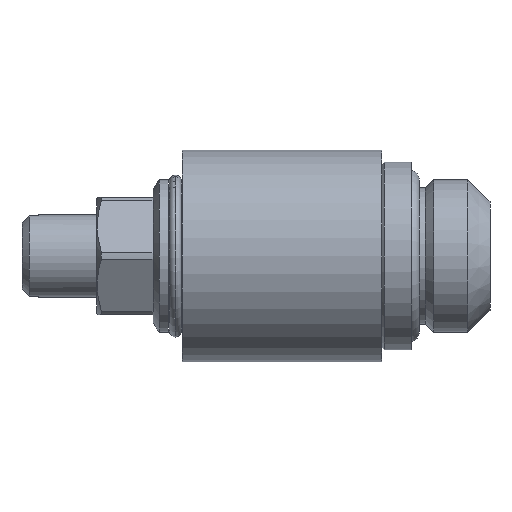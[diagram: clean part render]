
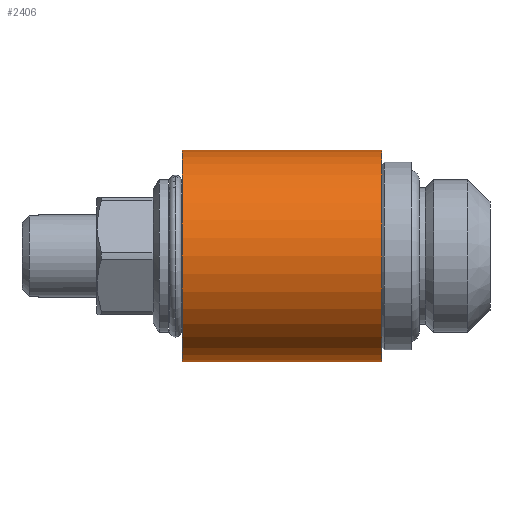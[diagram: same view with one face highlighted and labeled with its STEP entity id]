
A CAD part, left-side view. The second image highlights one B-rep face of the part: STEP entity #2406.
In plain terms, the highlighted cylindrical face has radius 9 mm (diameter 18 mm), a partial arc.
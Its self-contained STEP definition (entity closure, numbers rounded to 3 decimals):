
#900 = CARTESIAN_POINT ( 'NONE',  ( 0., 26.2, 9. ) ) ;
#1459 = CARTESIAN_POINT ( 'NONE',  ( 0., 9.2, -9. ) ) ;
#1521 = CARTESIAN_POINT ( 'NONE',  ( 0., 26.2, -9. ) ) ;
#1538 = LINE ( 'NONE', #1563, #1562 ) ;
#1561 = DIRECTION ( 'NONE',  ( 0., 1., 0. ) ) ;
#1562 = VECTOR ( 'NONE', #1561, 1000. ) ;
#1563 = CARTESIAN_POINT ( 'NONE',  ( 0., 32.286, 9. ) ) ;
#1580 = DIRECTION ( 'NONE',  ( 0., 1., 0. ) ) ;
#1581 = VECTOR ( 'NONE', #1580, 1000. ) ;
#1582 = CARTESIAN_POINT ( 'NONE',  ( 0., 32.286, -9. ) ) ;
#1601 = CARTESIAN_POINT ( 'NONE',  ( 0., 9.2, 9. ) ) ;
#1604 = LINE ( 'NONE', #1582, #1581 ) ;
#2383 = ORIENTED_EDGE ( 'NONE', *, *, #2931, .T. ) ;
#2389 = ORIENTED_EDGE ( 'NONE', *, *, #2392, .F. ) ;
#2391 = EDGE_LOOP ( 'NONE', ( #2403, #2389, #2383, #2409 ) ) ;
#2392 = EDGE_CURVE ( 'NONE', #2942, #2905, #4434, .T. ) ;
#2400 = EDGE_CURVE ( 'NONE', #2912, #2843, #3577, .T. ) ;
#2403 = ORIENTED_EDGE ( 'NONE', *, *, #2936, .F. ) ;
#2406 = ADVANCED_FACE ( 'NONE', ( #3598 ), #3597, .T. ) ;
#2409 = ORIENTED_EDGE ( 'NONE', *, *, #2400, .F. ) ;
#2843 = VERTEX_POINT ( 'NONE', #900 ) ;
#2905 = VERTEX_POINT ( 'NONE', #1459 ) ;
#2912 = VERTEX_POINT ( 'NONE', #1521 ) ;
#2931 = EDGE_CURVE ( 'NONE', #2942, #2843, #1538, .T. ) ;
#2936 = EDGE_CURVE ( 'NONE', #2905, #2912, #1604, .T. ) ;
#2942 = VERTEX_POINT ( 'NONE', #1601 ) ;
#3566 = CARTESIAN_POINT ( 'NONE',  ( 0., 26.2, 0. ) ) ;
#3577 = CIRCLE ( 'NONE', #3584, 9. ) ;
#3579 = DIRECTION ( 'NONE',  ( 0., 1., 0. ) ) ;
#3584 = AXIS2_PLACEMENT_3D ( 'NONE', #3566, #3579, #3591 ) ;
#3591 = DIRECTION ( 'NONE',  ( 0., 0., 1. ) ) ;
#3592 = DIRECTION ( 'NONE',  ( 0., 1., 0. ) ) ;
#3593 = CARTESIAN_POINT ( 'NONE',  ( 0., 32.286, 0. ) ) ;
#3595 = AXIS2_PLACEMENT_3D ( 'NONE', #3593, #3592, #3596 ) ;
#3596 = DIRECTION ( 'NONE',  ( 0., 0., 1. ) ) ;
#3597 = CYLINDRICAL_SURFACE ( 'NONE', #3595, 9. ) ;
#3598 = FACE_OUTER_BOUND ( 'NONE', #2391, .T. ) ;
#4432 = CARTESIAN_POINT ( 'NONE',  ( 0., 9.2, 0. ) ) ;
#4433 = AXIS2_PLACEMENT_3D ( 'NONE', #4432, #4440, #4439 ) ;
#4434 = CIRCLE ( 'NONE', #4433, 9. ) ;
#4439 = DIRECTION ( 'NONE',  ( 0., 0., -1. ) ) ;
#4440 = DIRECTION ( 'NONE',  ( 0., -1., 0. ) ) ;
